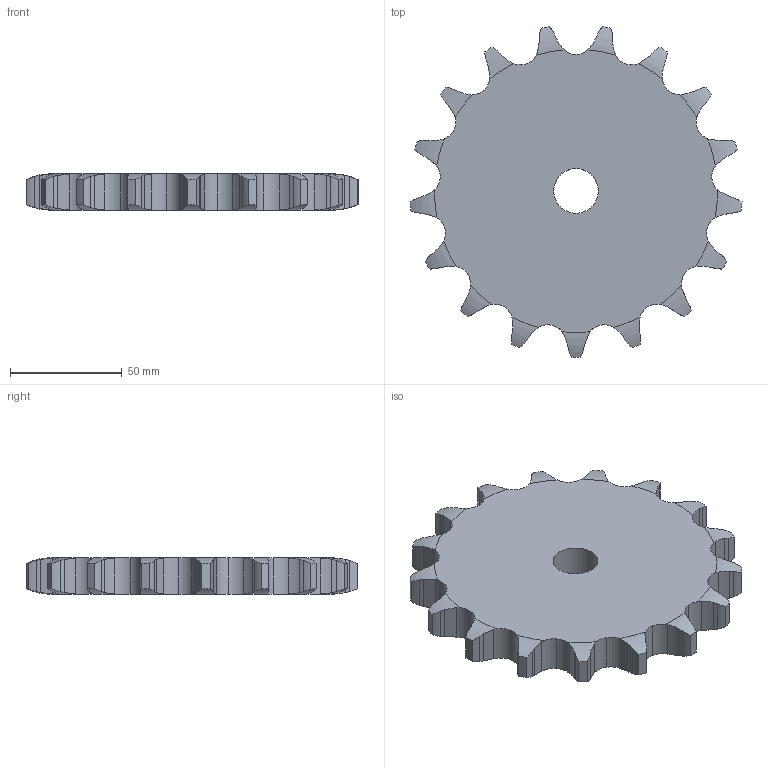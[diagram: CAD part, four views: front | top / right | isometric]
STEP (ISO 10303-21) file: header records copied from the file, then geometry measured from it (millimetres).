
FILE_DESCRIPTION(('FreeCAD Model'),'2;1');
FILE_NAME('Open CASCADE Shape Model','2022-04-10T15:50:56',('FreeCAD'),( 'FreeCAD'),'Open CASCADE STEP processor 7.5','FreeCAD','Unknown');
FILE_SCHEMA(('AUTOMOTIVE_DESIGN { 1 0 10303 214 1 1 1 1 }'));
Length unit declared in the file: millimetre
Products named in the file (1): Open CASCADE STEP translator 7.5 10
Bounding box: 148.67 x 148.06 x 16.2 mm (x, y, z)
Volume: 217284.6 mm3; surface area: 38224.3 mm2
Topology: 1 solids, 1 shells, 192 faces, 570 edges, 380 vertices
Faces by surface type: cylinder 120, plane 36, torus 36
Full cylindrical faces by diameter (mm): 20 x1
Entity records: 17544 total; most frequent: CARTESIAN_POINT 7929, DIRECTION 1310, ORIENTED_EDGE 1140, PCURVE 1140, DEFINITIONAL_REPRESENTATION 1140, B_SPLINE_CURVE_WITH_KNOTS 822, LINE 640, VECTOR 640
